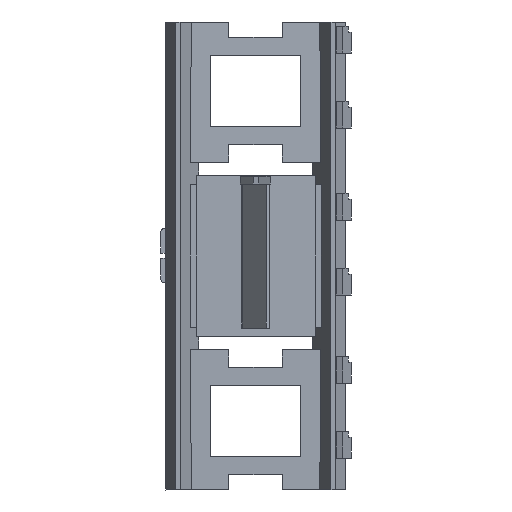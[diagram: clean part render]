
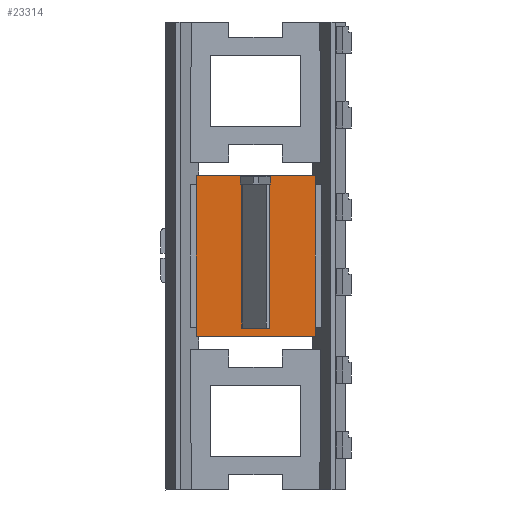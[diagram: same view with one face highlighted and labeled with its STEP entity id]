
A CAD part, left-side view. The second image highlights one B-rep face of the part: STEP entity #23314.
In plain terms, the highlighted planar face has unit normal (-1, 0, 0).
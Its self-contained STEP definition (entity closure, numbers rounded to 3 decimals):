
#888=FACE_BOUND('',#3965,.T.);
#1668=PLANE('',#25016);
#2735=FACE_OUTER_BOUND('',#3964,.T.);
#3964=EDGE_LOOP('',(#21256,#21257,#21258,#21259));
#3965=EDGE_LOOP('',(#21260,#21261,#21262,#21263));
#5953=LINE('',#44802,#8209);
#5976=LINE('',#44849,#8232);
#5999=LINE('',#44896,#8255);
#6000=LINE('',#44898,#8256);
#6001=LINE('',#44900,#8257);
#6002=LINE('',#44901,#8258);
#6003=LINE('',#44902,#8259);
#6004=LINE('',#44903,#8260);
#8209=VECTOR('',#29957,10.);
#8232=VECTOR('',#29982,10.);
#8255=VECTOR('',#30007,10.);
#8256=VECTOR('',#30008,10.);
#8257=VECTOR('',#30009,10.);
#8258=VECTOR('',#30010,10.);
#8259=VECTOR('',#30011,10.);
#8260=VECTOR('',#30012,10.);
#11485=VERTEX_POINT('',#44800);
#11486=VERTEX_POINT('',#44801);
#11508=VERTEX_POINT('',#44847);
#11509=VERTEX_POINT('',#44848);
#11531=VERTEX_POINT('',#44894);
#11532=VERTEX_POINT('',#44895);
#11533=VERTEX_POINT('',#44897);
#11534=VERTEX_POINT('',#44899);
#14785=EDGE_CURVE('',#11485,#11486,#5953,.T.);
#14808=EDGE_CURVE('',#11508,#11509,#5976,.T.);
#14831=EDGE_CURVE('',#11531,#11532,#5999,.T.);
#14832=EDGE_CURVE('',#11533,#11532,#6000,.T.);
#14833=EDGE_CURVE('',#11534,#11533,#6001,.T.);
#14834=EDGE_CURVE('',#11534,#11531,#6002,.T.);
#14835=EDGE_CURVE('',#11485,#11509,#6003,.T.);
#14836=EDGE_CURVE('',#11486,#11508,#6004,.T.);
#21256=ORIENTED_EDGE('',*,*,#14831,.T.);
#21257=ORIENTED_EDGE('',*,*,#14832,.F.);
#21258=ORIENTED_EDGE('',*,*,#14833,.F.);
#21259=ORIENTED_EDGE('',*,*,#14834,.T.);
#21260=ORIENTED_EDGE('',*,*,#14785,.F.);
#21261=ORIENTED_EDGE('',*,*,#14835,.T.);
#21262=ORIENTED_EDGE('',*,*,#14808,.F.);
#21263=ORIENTED_EDGE('',*,*,#14836,.F.);
#23314=ADVANCED_FACE('',(#2735,#888),#1668,.T.);
#25016=AXIS2_PLACEMENT_3D('',#44893,#30005,#30006);
#29957=DIRECTION('',(0.,-1.,0.));
#29982=DIRECTION('',(0.,1.,0.));
#30005=DIRECTION('center_axis',(-1.,0.,0.));
#30006=DIRECTION('ref_axis',(0.,0.,1.));
#30007=DIRECTION('',(0.,1.,0.));
#30008=DIRECTION('',(0.,0.,1.));
#30009=DIRECTION('',(0.,1.,0.));
#30010=DIRECTION('',(0.,0.,1.));
#30011=DIRECTION('',(0.,0.,1.));
#30012=DIRECTION('',(0.,0.,1.));
#44800=CARTESIAN_POINT('',(-8.632,77.689,130.815));
#44801=CARTESIAN_POINT('',(-8.632,72.296,130.815));
#44802=CARTESIAN_POINT('',(-8.632,68.294,130.815));
#44847=CARTESIAN_POINT('',(-8.632,72.296,163.039));
#44848=CARTESIAN_POINT('',(-8.632,77.69,163.038));
#44849=CARTESIAN_POINT('',(-8.632,68.295,163.039));
#44893=CARTESIAN_POINT('Origin',(-8.632,61.671,164.924));
#44894=CARTESIAN_POINT('',(-8.632,61.671,164.924));
#44895=CARTESIAN_POINT('',(-8.632,88.315,164.923));
#44896=CARTESIAN_POINT('',(-8.632,61.671,164.924));
#44897=CARTESIAN_POINT('',(-8.632,88.315,128.948));
#44898=CARTESIAN_POINT('',(-8.632,88.315,128.948));
#44899=CARTESIAN_POINT('',(-8.632,61.67,128.949));
#44900=CARTESIAN_POINT('',(-8.632,61.67,128.949));
#44901=CARTESIAN_POINT('',(-8.632,61.67,128.949));
#44902=CARTESIAN_POINT('',(-8.632,77.69,147.619));
#44903=CARTESIAN_POINT('',(-8.632,72.296,164.181));
